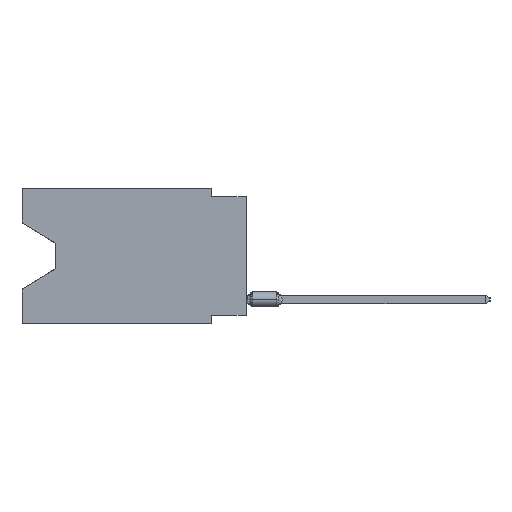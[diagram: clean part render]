
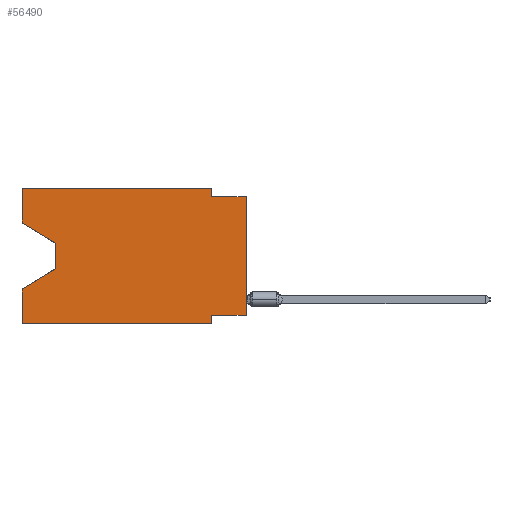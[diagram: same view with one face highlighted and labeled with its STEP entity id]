
A CAD part, left-side view. The second image highlights one B-rep face of the part: STEP entity #56490.
In plain terms, the highlighted planar face has unit normal (-1, 0, 0).
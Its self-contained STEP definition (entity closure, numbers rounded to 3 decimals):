
#235 = DIRECTION ( 'NONE',  ( 1., 0., 0. ) ) ;
#1156 = CARTESIAN_POINT ( 'NONE',  ( 0., 2.54, -9.271 ) ) ;
#2278 = CARTESIAN_POINT ( 'NONE',  ( 0., 2.54, -9.906 ) ) ;
#2452 = DIRECTION ( 'NONE',  ( 0., 1., 0. ) ) ;
#2571 = CARTESIAN_POINT ( 'NONE',  ( 0., 16.383, 0. ) ) ;
#3951 = CARTESIAN_POINT ( 'NONE',  ( 0., 2.54, 0. ) ) ;
#4002 = DIRECTION ( 'NONE',  ( 0., 0., 1. ) ) ;
#5370 = ORIENTED_EDGE ( 'NONE', *, *, #50286, .T. ) ;
#5655 = VECTOR ( 'NONE', #53694, 1000. ) ;
#6647 = DIRECTION ( 'NONE',  ( 0., 0., -1. ) ) ;
#6798 = DIRECTION ( 'NONE',  ( 0., -0.855, -0.519 ) ) ;
#8232 = ORIENTED_EDGE ( 'NONE', *, *, #65833, .F. ) ;
#8275 = VERTEX_POINT ( 'NONE', #14608 ) ;
#8312 = DIRECTION ( 'NONE',  ( 0., 0., -1. ) ) ;
#9376 = CARTESIAN_POINT ( 'NONE',  ( 0., 2.54, 0. ) ) ;
#9391 = CARTESIAN_POINT ( 'NONE',  ( 0., 0., 0. ) ) ;
#10109 = ORIENTED_EDGE ( 'NONE', *, *, #25770, .F. ) ;
#10769 = ORIENTED_EDGE ( 'NONE', *, *, #25249, .F. ) ;
#10853 = VERTEX_POINT ( 'NONE', #36667 ) ;
#11093 = EDGE_CURVE ( 'NONE', #20623, #55388, #29182, .T. ) ;
#11433 = CARTESIAN_POINT ( 'NONE',  ( 0., 13.97, -5.893 ) ) ;
#11489 = VERTEX_POINT ( 'NONE', #60220 ) ;
#11826 = LINE ( 'NONE', #52664, #61385 ) ;
#12088 = VERTEX_POINT ( 'NONE', #1156 ) ;
#12330 = ORIENTED_EDGE ( 'NONE', *, *, #26610, .T. ) ;
#12570 = ORIENTED_EDGE ( 'NONE', *, *, #11093, .T. ) ;
#14057 = ORIENTED_EDGE ( 'NONE', *, *, #54494, .T. ) ;
#14427 = VECTOR ( 'NONE', #6647, 1000. ) ;
#14608 = CARTESIAN_POINT ( 'NONE',  ( 0., 2.54, -9.906 ) ) ;
#15534 = EDGE_CURVE ( 'NONE', #30458, #24095, #20004, .T. ) ;
#17566 = DIRECTION ( 'NONE',  ( 0., -1., 0. ) ) ;
#17687 = LINE ( 'NONE', #2278, #14427 ) ;
#17816 = VECTOR ( 'NONE', #47438, 1000. ) ;
#18495 = EDGE_CURVE ( 'NONE', #24095, #55388, #48497, .T. ) ;
#18680 = VERTEX_POINT ( 'NONE', #19133 ) ;
#19133 = CARTESIAN_POINT ( 'NONE',  ( 0., 16.383, 0. ) ) ;
#19510 = CARTESIAN_POINT ( 'NONE',  ( 0., 13.97, -4.013 ) ) ;
#20004 = LINE ( 'NONE', #3951, #32536 ) ;
#20623 = VERTEX_POINT ( 'NONE', #50677 ) ;
#22179 = LINE ( 'NONE', #23450, #47006 ) ;
#23087 = VERTEX_POINT ( 'NONE', #48513 ) ;
#23326 = LINE ( 'NONE', #2571, #43075 ) ;
#23356 = DIRECTION ( 'NONE',  ( 0., -1., 0. ) ) ;
#23450 = CARTESIAN_POINT ( 'NONE',  ( 0., 16.383, 0. ) ) ;
#23668 = DIRECTION ( 'NONE',  ( 0., 0., 1. ) ) ;
#23883 = VECTOR ( 'NONE', #17566, 1000. ) ;
#24095 = VERTEX_POINT ( 'NONE', #29200 ) ;
#25249 = EDGE_CURVE ( 'NONE', #11489, #18680, #23326, .T. ) ;
#25770 = EDGE_CURVE ( 'NONE', #18680, #30458, #27954, .T. ) ;
#26035 = DIRECTION ( 'NONE',  ( 0., 0., -1. ) ) ;
#26610 = EDGE_CURVE ( 'NONE', #11489, #49435, #11826, .T. ) ;
#26761 = VECTOR ( 'NONE', #65983, 1000. ) ;
#27042 = VERTEX_POINT ( 'NONE', #11433 ) ;
#27954 = LINE ( 'NONE', #38332, #23883 ) ;
#28085 = CARTESIAN_POINT ( 'NONE',  ( 0., 0., -0.635 ) ) ;
#28724 = LINE ( 'NONE', #33416, #66148 ) ;
#29114 = EDGE_LOOP ( 'NONE', ( #12330, #5370, #14057, #8232, #32820, #44055, #40989, #12570, #52160, #53306, #10109, #10769 ) ) ;
#29182 = LINE ( 'NONE', #9391, #26761 ) ;
#29200 = CARTESIAN_POINT ( 'NONE',  ( 0., 2.54, -0.635 ) ) ;
#29768 = AXIS2_PLACEMENT_3D ( 'NONE', #31386, #235, #26035 ) ;
#30458 = VERTEX_POINT ( 'NONE', #9376 ) ;
#31386 = CARTESIAN_POINT ( 'NONE',  ( 0., 16.383, 0. ) ) ;
#32045 = CARTESIAN_POINT ( 'NONE',  ( 0., 13.97, -5.893 ) ) ;
#32536 = VECTOR ( 'NONE', #8312, 1000. ) ;
#32820 = ORIENTED_EDGE ( 'NONE', *, *, #44911, .T. ) ;
#33416 = CARTESIAN_POINT ( 'NONE',  ( 0., 16.383, -9.906 ) ) ;
#36667 = CARTESIAN_POINT ( 'NONE',  ( 0., 16.383, -7.36 ) ) ;
#37693 = CARTESIAN_POINT ( 'NONE',  ( 0., 0., -0.635 ) ) ;
#38332 = CARTESIAN_POINT ( 'NONE',  ( 0., 16.383, 0. ) ) ;
#39086 = VECTOR ( 'NONE', #49154, 1000. ) ;
#40989 = ORIENTED_EDGE ( 'NONE', *, *, #49045, .F. ) ;
#41808 = EDGE_CURVE ( 'NONE', #12088, #8275, #17687, .T. ) ;
#43075 = VECTOR ( 'NONE', #23668, 1000. ) ;
#44055 = ORIENTED_EDGE ( 'NONE', *, *, #41808, .F. ) ;
#44911 = EDGE_CURVE ( 'NONE', #23087, #8275, #28724, .T. ) ;
#47006 = VECTOR ( 'NONE', #4002, 1000. ) ;
#47438 = DIRECTION ( 'NONE',  ( 0., 0.855, -0.519 ) ) ;
#48497 = LINE ( 'NONE', #28085, #39086 ) ;
#48513 = CARTESIAN_POINT ( 'NONE',  ( 0., 16.383, -9.906 ) ) ;
#49045 = EDGE_CURVE ( 'NONE', #20623, #12088, #61757, .T. ) ;
#49154 = DIRECTION ( 'NONE',  ( 0., -1., 0. ) ) ;
#49435 = VERTEX_POINT ( 'NONE', #19510 ) ;
#50286 = EDGE_CURVE ( 'NONE', #49435, #27042, #62761, .T. ) ;
#50677 = CARTESIAN_POINT ( 'NONE',  ( 0., 0., -9.271 ) ) ;
#52160 = ORIENTED_EDGE ( 'NONE', *, *, #18495, .F. ) ;
#52664 = CARTESIAN_POINT ( 'NONE',  ( 0., 16.383, -2.546 ) ) ;
#52724 = VECTOR ( 'NONE', #2452, 1000. ) ;
#53306 = ORIENTED_EDGE ( 'NONE', *, *, #15534, .F. ) ;
#53694 = DIRECTION ( 'NONE',  ( 0., 0., -1. ) ) ;
#54494 = EDGE_CURVE ( 'NONE', #27042, #10853, #63821, .T. ) ;
#55388 = VERTEX_POINT ( 'NONE', #37693 ) ;
#56473 = FACE_OUTER_BOUND ( 'NONE', #29114, .T. ) ;
#56490 = ADVANCED_FACE ( 'NONE', ( #56473 ), #66201, .F. ) ;
#57726 = CARTESIAN_POINT ( 'NONE',  ( 0., 13.97, -4.013 ) ) ;
#58042 = CARTESIAN_POINT ( 'NONE',  ( 0., 0., -9.271 ) ) ;
#60220 = CARTESIAN_POINT ( 'NONE',  ( 0., 16.383, -2.546 ) ) ;
#61385 = VECTOR ( 'NONE', #6798, 1000. ) ;
#61757 = LINE ( 'NONE', #58042, #52724 ) ;
#62761 = LINE ( 'NONE', #57726, #5655 ) ;
#63821 = LINE ( 'NONE', #32045, #17816 ) ;
#65833 = EDGE_CURVE ( 'NONE', #23087, #10853, #22179, .T. ) ;
#65983 = DIRECTION ( 'NONE',  ( 0., 0., 1. ) ) ;
#66148 = VECTOR ( 'NONE', #23356, 1000. ) ;
#66201 = PLANE ( 'NONE',  #29768 ) ;
